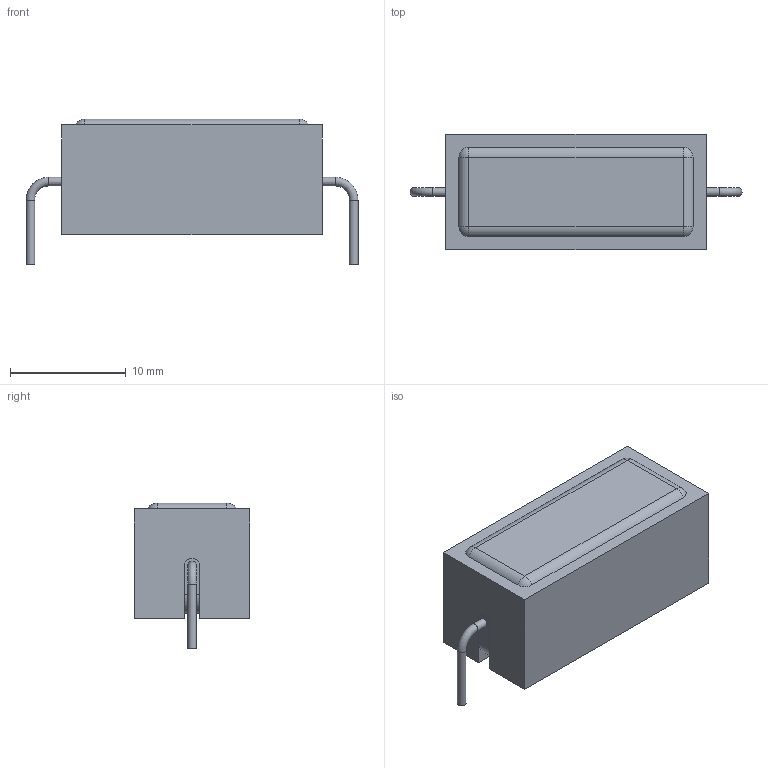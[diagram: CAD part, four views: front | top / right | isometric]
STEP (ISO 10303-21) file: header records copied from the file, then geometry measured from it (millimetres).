
FILE_DESCRIPTION(('STEP AP214'), '1');
FILE_NAME('SQP5', '', ('UNSPECIFIED'), ('UNSPECIFIED'), 'ASCON STEP Converter 1.3', 'ASCON Math Kernel', '');
FILE_SCHEMA(('AUTOMOTIVE_DESIGN { 1 0 10303 214 3 1 1}'));
Length unit declared in the file: millimetre
Bounding box: 28.69 x 10 x 12.6 mm (x, y, z)
Volume: 2149.4 mm3; surface area: 2182.4 mm2
Topology: 4 solids, 4 shells, 61 faces, 140 edges, 84 vertices
Faces by surface type: plane 41, cylinder 14, sphere 4, torus 2
Full cylindrical faces by diameter (mm): 0.75 x4
Entity records: 2182 total; most frequent: DIRECTION 286, CARTESIAN_POINT 276, ORIENTED_EDGE 260, EDGE_CURVE 130, LINE 98, VECTOR 98, AXIS2_PLACEMENT_3D 94, VERTEX_POINT 84
